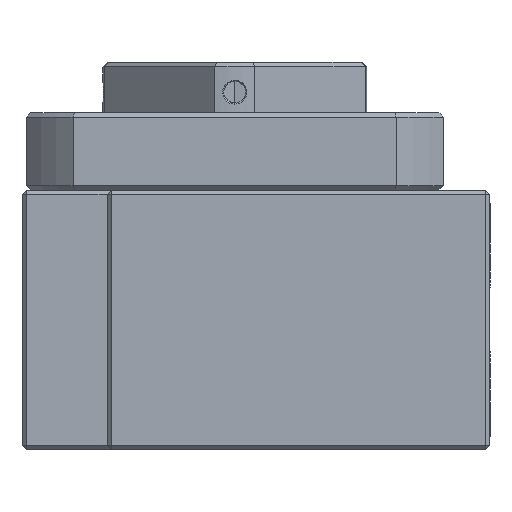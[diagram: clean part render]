
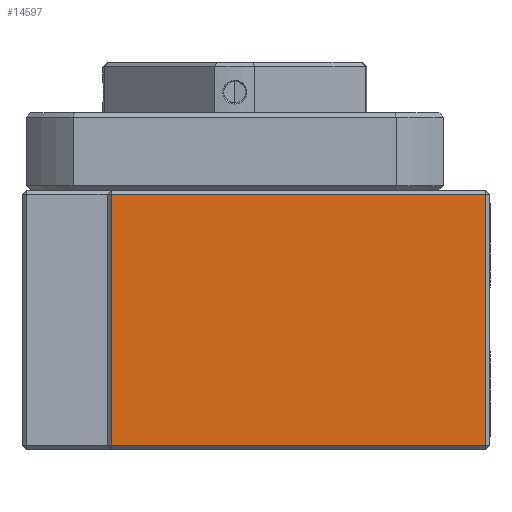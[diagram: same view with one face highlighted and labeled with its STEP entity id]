
A CAD part, left-side view. The second image highlights one B-rep face of the part: STEP entity #14597.
In plain terms, the highlighted planar face has unit normal (-1, 0, 0).
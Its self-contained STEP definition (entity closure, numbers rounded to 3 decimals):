
#749 = ORIENTED_EDGE ( 'NONE', *, *, #3231, .F. ) ;
#3231 = EDGE_CURVE ( 'NONE', #16526, #8278, #20950, .T. ) ;
#3948 = EDGE_LOOP ( 'NONE', ( #749, #12297, #9542, #24137 ) ) ;
#6070 = LINE ( 'NONE', #15242, #13612 ) ;
#6488 = AXIS2_PLACEMENT_3D ( 'NONE', #6637, #17512, #10926 ) ;
#6637 = CARTESIAN_POINT ( 'NONE',  ( -80., 90., 30.5 ) ) ;
#7719 = DIRECTION ( 'NONE',  ( 0., -1., 0. ) ) ;
#7894 = CARTESIAN_POINT ( 'NONE',  ( -80., 89., 30.5 ) ) ;
#8278 = VERTEX_POINT ( 'NONE', #14811 ) ;
#8683 = CARTESIAN_POINT ( 'NONE',  ( -80., 1., 29.5 ) ) ;
#8724 = CARTESIAN_POINT ( 'NONE',  ( -80., 89., -29.5 ) ) ;
#8809 = DIRECTION ( 'NONE',  ( 0., -1., 0. ) ) ;
#9542 = ORIENTED_EDGE ( 'NONE', *, *, #17082, .F. ) ;
#10780 = VECTOR ( 'NONE', #16635, 1000. ) ;
#10926 = DIRECTION ( 'NONE',  ( 0., 1., 0. ) ) ;
#11941 = FACE_OUTER_BOUND ( 'NONE', #3948, .T. ) ;
#12297 = ORIENTED_EDGE ( 'NONE', *, *, #25460, .F. ) ;
#13612 = VECTOR ( 'NONE', #8809, 1000. ) ;
#13895 = CARTESIAN_POINT ( 'NONE',  ( -80., 89., 29.5 ) ) ;
#14597 = ADVANCED_FACE ( 'NONE', ( #11941 ), #20647, .F. ) ;
#14811 = CARTESIAN_POINT ( 'NONE',  ( -80., 1., -29.5 ) ) ;
#15242 = CARTESIAN_POINT ( 'NONE',  ( -80., 90., -29.5 ) ) ;
#15280 = VERTEX_POINT ( 'NONE', #13895 ) ;
#16276 = VECTOR ( 'NONE', #27271, 1000. ) ;
#16526 = VERTEX_POINT ( 'NONE', #8683 ) ;
#16544 = CARTESIAN_POINT ( 'NONE',  ( -80., 1., 30.5 ) ) ;
#16635 = DIRECTION ( 'NONE',  ( 0., 0., 1. ) ) ;
#17082 = EDGE_CURVE ( 'NONE', #25583, #15280, #27481, .T. ) ;
#17512 = DIRECTION ( 'NONE',  ( 1., 0., 0. ) ) ;
#20037 = EDGE_CURVE ( 'NONE', #25583, #8278, #6070, .T. ) ;
#20382 = VECTOR ( 'NONE', #7719, 1000. ) ;
#20647 = PLANE ( 'NONE',  #6488 ) ;
#20950 = LINE ( 'NONE', #16544, #16276 ) ;
#24137 = ORIENTED_EDGE ( 'NONE', *, *, #20037, .T. ) ;
#25460 = EDGE_CURVE ( 'NONE', #15280, #16526, #25475, .T. ) ;
#25475 = LINE ( 'NONE', #25757, #20382 ) ;
#25583 = VERTEX_POINT ( 'NONE', #8724 ) ;
#25757 = CARTESIAN_POINT ( 'NONE',  ( -80., 90., 29.5 ) ) ;
#27271 = DIRECTION ( 'NONE',  ( 0., 0., -1. ) ) ;
#27481 = LINE ( 'NONE', #7894, #10780 ) ;
